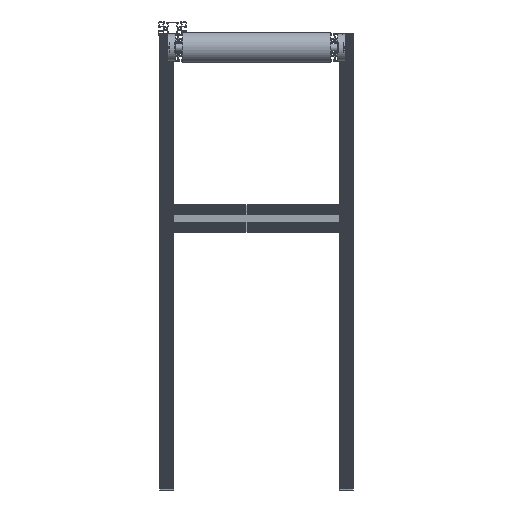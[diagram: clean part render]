
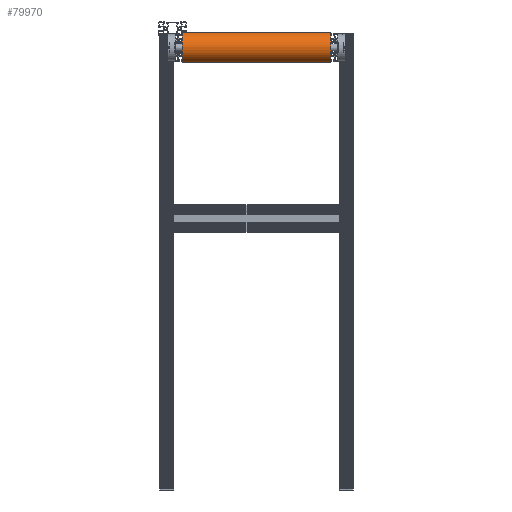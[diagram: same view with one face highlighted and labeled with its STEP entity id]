
A CAD part, front view. The second image highlights one B-rep face of the part: STEP entity #79970.
In plain terms, the highlighted cylindrical face has radius 50 mm (diameter 100 mm), a full revolution.
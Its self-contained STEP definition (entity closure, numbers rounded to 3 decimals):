
#1020=CIRCLE('',#84861,50.);
#1021=CIRCLE('',#84862,50.);
#1022=CIRCLE('',#84863,50.);
#1023=CIRCLE('',#84864,50.);
#1024=CIRCLE('',#84865,50.);
#1025=CIRCLE('',#84866,50.);
#1026=CIRCLE('',#84867,50.);
#1027=CIRCLE('',#84868,50.);
#1028=CIRCLE('',#84869,50.);
#1029=CIRCLE('',#84870,50.);
#4316=CYLINDRICAL_SURFACE('',#84860,50.);
#6582=FACE_OUTER_BOUND('',#10849,.T.);
#10849=EDGE_LOOP('',(#56451,#56452,#56453,#56454,#56455,#56456,#56457,#56458,
#56459,#56460,#56461,#56462,#56463,#56464,#56465,#56466,#56467,#56468,#56469,
#56470));
#15884=LINE('',#119963,#24529);
#15885=LINE('',#119967,#24530);
#15886=LINE('',#119971,#24531);
#15887=LINE('',#119975,#24532);
#15888=LINE('',#119979,#24533);
#15889=LINE('',#119984,#24534);
#15890=LINE('',#119989,#24535);
#24529=VECTOR('',#95574,50.);
#24530=VECTOR('',#95577,10.);
#24531=VECTOR('',#95580,50.);
#24532=VECTOR('',#95583,10.);
#24533=VECTOR('',#95586,50.);
#24534=VECTOR('',#95591,10.);
#24535=VECTOR('',#95596,10.);
#33127=VERTEX_POINT('',#119960);
#33128=VERTEX_POINT('',#119962);
#33129=VERTEX_POINT('',#119964);
#33130=VERTEX_POINT('',#119966);
#33131=VERTEX_POINT('',#119968);
#33132=VERTEX_POINT('',#119970);
#33133=VERTEX_POINT('',#119972);
#33134=VERTEX_POINT('',#119974);
#33135=VERTEX_POINT('',#119976);
#33136=VERTEX_POINT('',#119978);
#33137=VERTEX_POINT('',#119981);
#33138=VERTEX_POINT('',#119983);
#33139=VERTEX_POINT('',#119986);
#33140=VERTEX_POINT('',#119988);
#42034=EDGE_CURVE('',#33127,#33127,#1020,.T.);
#42035=EDGE_CURVE('',#33127,#33128,#15884,.T.);
#42036=EDGE_CURVE('',#33129,#33128,#1021,.T.);
#42037=EDGE_CURVE('',#33130,#33129,#15885,.T.);
#42038=EDGE_CURVE('',#33131,#33130,#1022,.T.);
#42039=EDGE_CURVE('',#33131,#33132,#15886,.T.);
#42040=EDGE_CURVE('',#33133,#33132,#1023,.T.);
#42041=EDGE_CURVE('',#33134,#33133,#15887,.T.);
#42042=EDGE_CURVE('',#33135,#33134,#1024,.T.);
#42043=EDGE_CURVE('',#33135,#33136,#15888,.T.);
#42044=EDGE_CURVE('',#33136,#33136,#1025,.T.);
#42045=EDGE_CURVE('',#33137,#33135,#1026,.T.);
#42046=EDGE_CURVE('',#33138,#33137,#15889,.T.);
#42047=EDGE_CURVE('',#33132,#33138,#1027,.T.);
#42048=EDGE_CURVE('',#33139,#33131,#1028,.T.);
#42049=EDGE_CURVE('',#33140,#33139,#15890,.T.);
#42050=EDGE_CURVE('',#33128,#33140,#1029,.T.);
#56451=ORIENTED_EDGE('',*,*,#42034,.F.);
#56452=ORIENTED_EDGE('',*,*,#42035,.T.);
#56453=ORIENTED_EDGE('',*,*,#42036,.F.);
#56454=ORIENTED_EDGE('',*,*,#42037,.F.);
#56455=ORIENTED_EDGE('',*,*,#42038,.F.);
#56456=ORIENTED_EDGE('',*,*,#42039,.T.);
#56457=ORIENTED_EDGE('',*,*,#42040,.F.);
#56458=ORIENTED_EDGE('',*,*,#42041,.F.);
#56459=ORIENTED_EDGE('',*,*,#42042,.F.);
#56460=ORIENTED_EDGE('',*,*,#42043,.T.);
#56461=ORIENTED_EDGE('',*,*,#42044,.T.);
#56462=ORIENTED_EDGE('',*,*,#42043,.F.);
#56463=ORIENTED_EDGE('',*,*,#42045,.F.);
#56464=ORIENTED_EDGE('',*,*,#42046,.F.);
#56465=ORIENTED_EDGE('',*,*,#42047,.F.);
#56466=ORIENTED_EDGE('',*,*,#42039,.F.);
#56467=ORIENTED_EDGE('',*,*,#42048,.F.);
#56468=ORIENTED_EDGE('',*,*,#42049,.F.);
#56469=ORIENTED_EDGE('',*,*,#42050,.F.);
#56470=ORIENTED_EDGE('',*,*,#42035,.F.);
#79970=ADVANCED_FACE('',(#6582),#4316,.T.);
#84860=AXIS2_PLACEMENT_3D('',#119959,#95570,#95571);
#84861=AXIS2_PLACEMENT_3D('',#119961,#95572,#95573);
#84862=AXIS2_PLACEMENT_3D('',#119965,#95575,#95576);
#84863=AXIS2_PLACEMENT_3D('',#119969,#95578,#95579);
#84864=AXIS2_PLACEMENT_3D('',#119973,#95581,#95582);
#84865=AXIS2_PLACEMENT_3D('',#119977,#95584,#95585);
#84866=AXIS2_PLACEMENT_3D('',#119980,#95587,#95588);
#84867=AXIS2_PLACEMENT_3D('',#119982,#95589,#95590);
#84868=AXIS2_PLACEMENT_3D('',#119985,#95592,#95593);
#84869=AXIS2_PLACEMENT_3D('',#119987,#95594,#95595);
#84870=AXIS2_PLACEMENT_3D('',#119990,#95597,#95598);
#95570=DIRECTION('center_axis',(-1.,0.,0.));
#95571=DIRECTION('ref_axis',(0.,-1.,0.));
#95572=DIRECTION('center_axis',(-1.,0.,0.));
#95573=DIRECTION('ref_axis',(0.,-1.,0.));
#95574=DIRECTION('',(1.,0.,0.));
#95575=DIRECTION('center_axis',(1.,0.,0.));
#95576=DIRECTION('ref_axis',(0.,-1.,0.));
#95577=DIRECTION('',(-1.,0.,0.));
#95578=DIRECTION('center_axis',(-1.,0.,0.));
#95579=DIRECTION('ref_axis',(0.,-1.,0.));
#95580=DIRECTION('',(1.,0.,0.));
#95581=DIRECTION('center_axis',(1.,0.,0.));
#95582=DIRECTION('ref_axis',(0.,-1.,0.));
#95583=DIRECTION('',(-1.,0.,0.));
#95584=DIRECTION('center_axis',(-1.,0.,0.));
#95585=DIRECTION('ref_axis',(0.,-1.,0.));
#95586=DIRECTION('',(1.,0.,0.));
#95587=DIRECTION('center_axis',(-1.,0.,0.));
#95588=DIRECTION('ref_axis',(0.,-1.,0.));
#95589=DIRECTION('center_axis',(-1.,0.,0.));
#95590=DIRECTION('ref_axis',(0.,-1.,0.));
#95591=DIRECTION('',(1.,0.,0.));
#95592=DIRECTION('center_axis',(1.,0.,0.));
#95593=DIRECTION('ref_axis',(0.,-1.,0.));
#95594=DIRECTION('center_axis',(-1.,0.,0.));
#95595=DIRECTION('ref_axis',(0.,-1.,0.));
#95596=DIRECTION('',(1.,0.,0.));
#95597=DIRECTION('center_axis',(1.,0.,0.));
#95598=DIRECTION('ref_axis',(0.,-1.,0.));
#119959=CARTESIAN_POINT('Origin',(519.664,-1549.233,-60.675));
#119960=CARTESIAN_POINT('',(31.874,-1499.233,-60.675));
#119961=CARTESIAN_POINT('Origin',(31.874,-1549.233,-60.675));
#119962=CARTESIAN_POINT('',(46.631,-1499.233,-60.675));
#119963=CARTESIAN_POINT('',(519.664,-1499.233,-60.675));
#119964=CARTESIAN_POINT('',(46.631,-1500.,-69.398));
#119965=CARTESIAN_POINT('Origin',(46.631,-1549.233,-60.675));
#119966=CARTESIAN_POINT('',(48.333,-1500.,-69.398));
#119967=CARTESIAN_POINT('',(519.664,-1500.,-69.398));
#119968=CARTESIAN_POINT('',(48.333,-1499.233,-60.675));
#119969=CARTESIAN_POINT('Origin',(48.333,-1549.233,-60.675));
#119970=CARTESIAN_POINT('',(48.334,-1499.233,-60.675));
#119971=CARTESIAN_POINT('',(519.664,-1499.233,-60.675));
#119972=CARTESIAN_POINT('',(48.334,-1499.999,-69.394));
#119973=CARTESIAN_POINT('Origin',(48.334,-1549.233,-60.675));
#119974=CARTESIAN_POINT('',(93.697,-1499.999,-69.394));
#119975=CARTESIAN_POINT('',(519.664,-1499.999,-69.394));
#119976=CARTESIAN_POINT('',(93.697,-1499.233,-60.675));
#119977=CARTESIAN_POINT('Origin',(93.697,-1549.233,-60.675));
#119978=CARTESIAN_POINT('',(519.664,-1499.233,-60.675));
#119979=CARTESIAN_POINT('',(519.664,-1499.233,-60.675));
#119980=CARTESIAN_POINT('Origin',(519.664,-1549.233,-60.675));
#119981=CARTESIAN_POINT('',(93.697,-1499.999,-51.955));
#119982=CARTESIAN_POINT('Origin',(93.697,-1549.233,-60.675));
#119983=CARTESIAN_POINT('',(48.334,-1499.999,-51.955));
#119984=CARTESIAN_POINT('',(519.664,-1499.999,-51.955));
#119985=CARTESIAN_POINT('Origin',(48.334,-1549.233,-60.675));
#119986=CARTESIAN_POINT('',(48.333,-1500.,-51.951));
#119987=CARTESIAN_POINT('Origin',(48.333,-1549.233,-60.675));
#119988=CARTESIAN_POINT('',(46.631,-1500.,-51.951));
#119989=CARTESIAN_POINT('',(519.664,-1500.,-51.951));
#119990=CARTESIAN_POINT('Origin',(46.631,-1549.233,-60.675));
